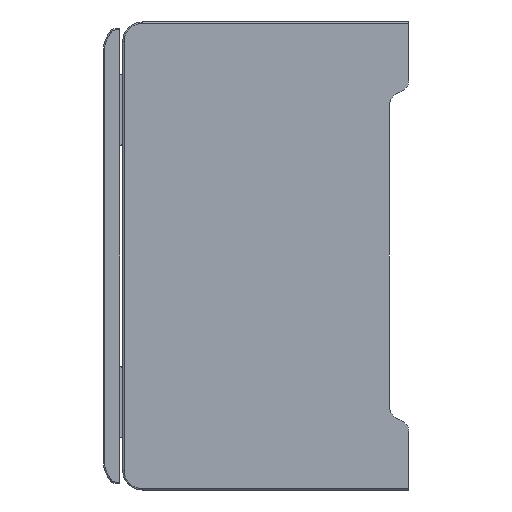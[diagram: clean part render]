
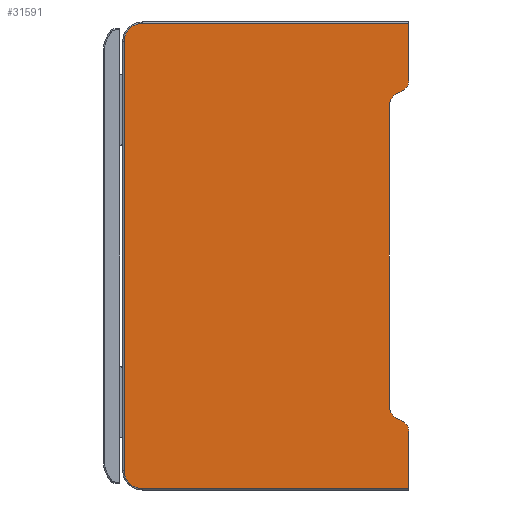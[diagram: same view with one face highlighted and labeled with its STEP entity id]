
A CAD part, left-side view. The second image highlights one B-rep face of the part: STEP entity #31591.
In plain terms, the highlighted planar face has unit normal (-1, 0, 0).
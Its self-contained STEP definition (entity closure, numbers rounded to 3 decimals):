
#113=CARTESIAN_POINT('',(-88.,1.,23.113));
#114=DIRECTION('',(1.,0.,0.));
#115=DIRECTION('',(0.,1.,0.));
#116=AXIS2_PLACEMENT_3D('',#113,#114,#115);
#118=DIRECTION('',(0.,0.,1.));
#119=VECTOR('',#118,46.226);
#120=CARTESIAN_POINT('',(-88.,3.,-23.113));
#121=LINE('',#120,#119);
#122=CARTESIAN_POINT('',(-88.,1.,-23.113));
#123=DIRECTION('',(1.,0.,0.));
#124=DIRECTION('',(0.,0.5,-0.866));
#125=AXIS2_PLACEMENT_3D('',#122,#123,#124);
#127=DIRECTION('',(0.,0.866,0.5));
#128=VECTOR('',#127,1.309);
#129=CARTESIAN_POINT('',(-88.,0.866,-25.5));
#130=LINE('',#129,#128);
#131=CARTESIAN_POINT('',(-88.,1.732,-27.));
#132=DIRECTION('',(1.,0.,0.));
#133=DIRECTION('',(0.,-0.5,0.866));
#134=AXIS2_PLACEMENT_3D('',#131,#132,#133);
#136=DIRECTION('',(0.,0.,-1.));
#137=VECTOR('',#136,8.8);
#138=CARTESIAN_POINT('',(-88.,0.,-27.));
#139=LINE('',#138,#137);
#140=DIRECTION('',(0.,1.,0.));
#141=VECTOR('',#140,41.);
#142=CARTESIAN_POINT('',(-88.,0.,-35.8));
#143=LINE('',#142,#141);
#144=CARTESIAN_POINT('',(-88.,41.,-33.));
#145=DIRECTION('',(1.,0.,0.));
#146=DIRECTION('',(0.,0.,-1.));
#147=AXIS2_PLACEMENT_3D('',#144,#145,#146);
#149=DIRECTION('',(0.,0.,1.));
#150=VECTOR('',#149,66.);
#151=CARTESIAN_POINT('',(-88.,43.8,-33.));
#152=LINE('',#151,#150);
#153=CARTESIAN_POINT('',(-88.,41.,33.));
#154=DIRECTION('',(1.,0.,0.));
#155=DIRECTION('',(0.,1.,0.));
#156=AXIS2_PLACEMENT_3D('',#153,#154,#155);
#158=DIRECTION('',(0.,-1.,0.));
#159=VECTOR('',#158,41.);
#160=CARTESIAN_POINT('',(-88.,41.,35.8));
#161=LINE('',#160,#159);
#162=DIRECTION('',(0.,0.,-1.));
#163=VECTOR('',#162,8.8);
#164=CARTESIAN_POINT('',(-88.,0.,35.8));
#165=LINE('',#164,#163);
#166=CARTESIAN_POINT('',(-88.,1.732,27.));
#167=DIRECTION('',(1.,0.,0.));
#168=DIRECTION('',(0.,-1.,0.));
#169=AXIS2_PLACEMENT_3D('',#166,#167,#168);
#171=DIRECTION('',(0.,-0.866,0.5));
#172=VECTOR('',#171,1.309);
#173=CARTESIAN_POINT('',(-88.,2.,24.845));
#174=LINE('',#173,#172);
#26785=CARTESIAN_POINT('',(-88.,0.,35.8));
#26787=VERTEX_POINT('',#26785);
#26788=CARTESIAN_POINT('',(-88.,41.,35.8));
#26789=VERTEX_POINT('',#26788);
#26794=CARTESIAN_POINT('',(-88.,43.8,33.));
#26795=VERTEX_POINT('',#26794);
#26798=CARTESIAN_POINT('',(-88.,43.8,-33.));
#26799=VERTEX_POINT('',#26798);
#26802=CARTESIAN_POINT('',(-88.,41.,-35.8));
#26803=VERTEX_POINT('',#26802);
#26804=CARTESIAN_POINT('',(-88.,0.,-35.8));
#26806=VERTEX_POINT('',#26804);
#27672=CARTESIAN_POINT('',(-88.,3.,23.113));
#27673=CARTESIAN_POINT('',(-88.,2.,24.845));
#27674=VERTEX_POINT('',#27672);
#27675=VERTEX_POINT('',#27673);
#27676=CARTESIAN_POINT('',(-88.,0.866,25.5));
#27677=VERTEX_POINT('',#27676);
#27678=CARTESIAN_POINT('',(-88.,0.,27.));
#27679=VERTEX_POINT('',#27678);
#27680=CARTESIAN_POINT('',(-88.,0.866,-25.5));
#27681=CARTESIAN_POINT('',(-88.,0.,-27.));
#27682=VERTEX_POINT('',#27680);
#27683=VERTEX_POINT('',#27681);
#27684=CARTESIAN_POINT('',(-88.,2.,-24.845));
#27685=VERTEX_POINT('',#27684);
#27686=CARTESIAN_POINT('',(-88.,3.,-23.113));
#27687=VERTEX_POINT('',#27686);
#31560=CARTESIAN_POINT('',(-88.,0.,-36.));
#31561=DIRECTION('',(-1.,0.,0.));
#31562=DIRECTION('',(0.,0.,1.));
#31563=AXIS2_PLACEMENT_3D('',#31560,#31561,#31562);
#31564=PLANE('',#31563);
#31565=ORIENTED_EDGE('',*,*,#31528,.F.);
#31567=ORIENTED_EDGE('',*,*,#31566,.F.);
#31569=ORIENTED_EDGE('',*,*,#31568,.F.);
#31571=ORIENTED_EDGE('',*,*,#31570,.F.);
#31573=ORIENTED_EDGE('',*,*,#31572,.T.);
#31575=ORIENTED_EDGE('',*,*,#31574,.T.);
#31577=ORIENTED_EDGE('',*,*,#31576,.T.);
#31579=ORIENTED_EDGE('',*,*,#31578,.T.);
#31581=ORIENTED_EDGE('',*,*,#31580,.T.);
#31583=ORIENTED_EDGE('',*,*,#31582,.T.);
#31585=ORIENTED_EDGE('',*,*,#31584,.T.);
#31586=ORIENTED_EDGE('',*,*,#31435,.T.);
#31587=ORIENTED_EDGE('',*,*,#31465,.T.);
#31588=ORIENTED_EDGE('',*,*,#31548,.F.);
#31589=EDGE_LOOP('',(#31565,#31567,#31569,#31571,#31573,#31575,#31577,#31579,
#31581,#31583,#31585,#31586,#31587,#31588));
#31590=FACE_OUTER_BOUND('',#31589,.F.);
#31591=ADVANCED_FACE('',(#31590),#31564,.T.);
#117=CIRCLE('',#116,2.);
#126=CIRCLE('',#125,2.);
#135=CIRCLE('',#134,1.732);
#148=CIRCLE('',#147,2.8);
#157=CIRCLE('',#156,2.8);
#170=CIRCLE('',#169,1.732);
#31435=EDGE_CURVE('',#26787,#27679,#165,.T.);
#31465=EDGE_CURVE('',#27679,#27677,#170,.T.);
#31528=EDGE_CURVE('',#27674,#27675,#117,.T.);
#31548=EDGE_CURVE('',#27675,#27677,#174,.T.);
#31566=EDGE_CURVE('',#27687,#27674,#121,.T.);
#31568=EDGE_CURVE('',#27685,#27687,#126,.T.);
#31570=EDGE_CURVE('',#27682,#27685,#130,.T.);
#31572=EDGE_CURVE('',#27682,#27683,#135,.T.);
#31574=EDGE_CURVE('',#27683,#26806,#139,.T.);
#31576=EDGE_CURVE('',#26806,#26803,#143,.T.);
#31578=EDGE_CURVE('',#26803,#26799,#148,.T.);
#31580=EDGE_CURVE('',#26799,#26795,#152,.T.);
#31582=EDGE_CURVE('',#26795,#26789,#157,.T.);
#31584=EDGE_CURVE('',#26789,#26787,#161,.T.);
